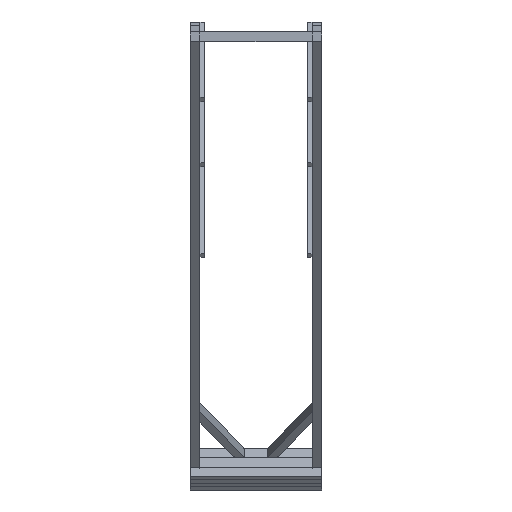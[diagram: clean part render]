
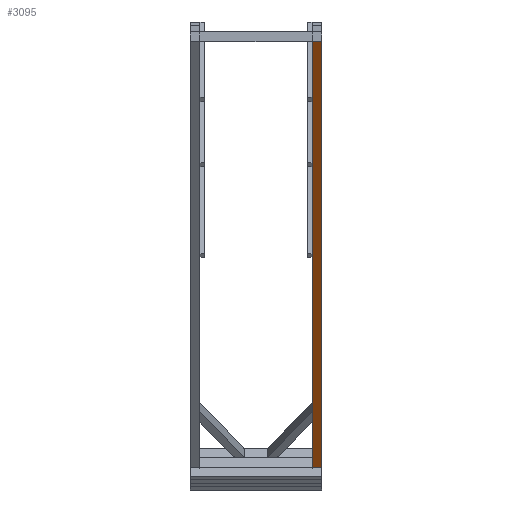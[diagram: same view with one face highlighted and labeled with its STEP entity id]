
A CAD part, left-side view. The second image highlights one B-rep face of the part: STEP entity #3095.
In plain terms, the highlighted face is planar.
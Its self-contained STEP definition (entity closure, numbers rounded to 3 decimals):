
#10 = DIRECTION ( 'NONE',  ( 0.937, 0., 0.35 ) ) ;
#109 = CARTESIAN_POINT ( 'NONE',  ( 26.951, 11.825, -132.827 ) ) ;
#126 = EDGE_CURVE ( 'NONE', #1225, #1951, #1873, .T. ) ;
#169 = LINE ( 'NONE', #2947, #3540 ) ;
#185 = CARTESIAN_POINT ( 'NONE',  ( 46.841, 51.35, -125.397 ) ) ;
#376 = CARTESIAN_POINT ( 'NONE',  ( 1.432, 8.65, -142.359 ) ) ;
#612 = ORIENTED_EDGE ( 'NONE', *, *, #1268, .T. ) ;
#664 = VECTOR ( 'NONE', #3053, 1000. ) ;
#768 = DIRECTION ( 'NONE',  ( -0.937, 0., -0.35 ) ) ;
#837 = VECTOR ( 'NONE', #10, 1000. ) ;
#1123 = ORIENTED_EDGE ( 'NONE', *, *, #2799, .T. ) ;
#1158 = VERTEX_POINT ( 'NONE', #3365 ) ;
#1225 = VERTEX_POINT ( 'NONE', #376 ) ;
#1268 = EDGE_CURVE ( 'NONE', #1158, #3259, #3174, .T. ) ;
#1283 = AXIS2_PLACEMENT_3D ( 'NONE', #185, #2276, #768 ) ;
#1526 = EDGE_CURVE ( 'NONE', #1158, #1225, #169, .T. ) ;
#1615 = FACE_OUTER_BOUND ( 'NONE', #2817, .T. ) ;
#1851 = CARTESIAN_POINT ( 'NONE',  ( 396.5, 8.65, 5.216 ) ) ;
#1864 = VECTOR ( 'NONE', #2250, 1000. ) ;
#1873 = LINE ( 'NONE', #3584, #837 ) ;
#1951 = VERTEX_POINT ( 'NONE', #1851 ) ;
#2094 = ORIENTED_EDGE ( 'NONE', *, *, #126, .F. ) ;
#2243 = ORIENTED_EDGE ( 'NONE', *, *, #1526, .F. ) ;
#2250 = DIRECTION ( 'NONE',  ( 0.937, 0., 0.35 ) ) ;
#2276 = DIRECTION ( 'NONE',  ( 0.35, 0., -0.937 ) ) ;
#2597 = PLANE ( 'NONE',  #1283 ) ;
#2744 = CARTESIAN_POINT ( 'NONE',  ( 396.5, 51.35, 5.216 ) ) ;
#2799 = EDGE_CURVE ( 'NONE', #3259, #1951, #3261, .T. ) ;
#2817 = EDGE_LOOP ( 'NONE', ( #612, #1123, #2094, #2243 ) ) ;
#2947 = CARTESIAN_POINT ( 'NONE',  ( 1.432, 11.825, -142.359 ) ) ;
#3053 = DIRECTION ( 'NONE',  ( 0., -1., 0. ) ) ;
#3095 = ADVANCED_FACE ( 'NONE', ( #1615 ), #2597, .T. ) ;
#3174 = LINE ( 'NONE', #109, #1864 ) ;
#3248 = DIRECTION ( 'NONE',  ( 0., -1., 0. ) ) ;
#3259 = VERTEX_POINT ( 'NONE', #3818 ) ;
#3261 = LINE ( 'NONE', #2744, #664 ) ;
#3365 = CARTESIAN_POINT ( 'NONE',  ( 1.432, 11.825, -142.359 ) ) ;
#3540 = VECTOR ( 'NONE', #3248, 1000. ) ;
#3584 = CARTESIAN_POINT ( 'NONE',  ( 46.841, 8.65, -125.397 ) ) ;
#3818 = CARTESIAN_POINT ( 'NONE',  ( 396.5, 11.825, 5.216 ) ) ;
